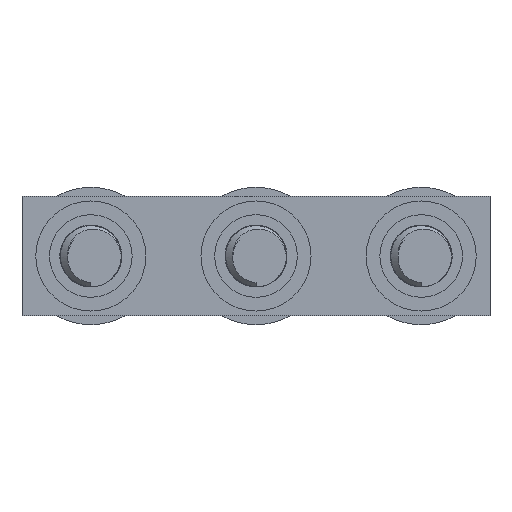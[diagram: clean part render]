
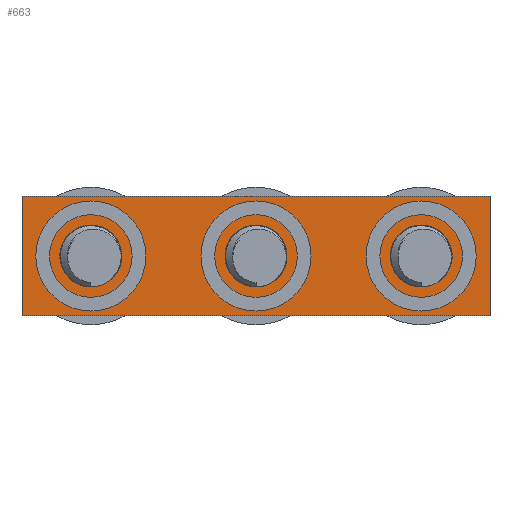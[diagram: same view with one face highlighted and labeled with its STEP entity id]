
A CAD part, front view. The second image highlights one B-rep face of the part: STEP entity #663.
In plain terms, the highlighted planar face has unit normal (0, -1, 0).
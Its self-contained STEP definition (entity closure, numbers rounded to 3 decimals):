
#100 = DIRECTION ( 'NONE',  ( -1., 0., 0. ) ) ;
#181 = CARTESIAN_POINT ( 'NONE',  ( 14.5, -3.75, -2.175 ) ) ;
#424 = VERTEX_POINT ( 'NONE', #6159 ) ;
#462 = DIRECTION ( 'NONE',  ( 0., 0., -1. ) ) ;
#573 = EDGE_CURVE ( 'NONE', #1226, #424, #3842, .T. ) ;
#578 = DIRECTION ( 'NONE',  ( 0., 0., -1. ) ) ;
#663 = ADVANCED_FACE ( 'NONE', ( #2709 ), #4585, .T. ) ;
#849 = ORIENTED_EDGE ( 'NONE', *, *, #6276, .T. ) ;
#1226 = VERTEX_POINT ( 'NONE', #3032 ) ;
#1283 = LINE ( 'NONE', #5472, #5267 ) ;
#1403 = VECTOR ( 'NONE', #462, 1000. ) ;
#1854 = LINE ( 'NONE', #4529, #3242 ) ;
#1935 = DIRECTION ( 'NONE',  ( 0., 0., 1. ) ) ;
#1992 = EDGE_CURVE ( 'NONE', #424, #4211, #2803, .T. ) ;
#2217 = ORIENTED_EDGE ( 'NONE', *, *, #573, .T. ) ;
#2227 = DIRECTION ( 'NONE',  ( 0., -1., 0. ) ) ;
#2378 = DIRECTION ( 'NONE',  ( 1., 0., 0. ) ) ;
#2671 = AXIS2_PLACEMENT_3D ( 'NONE', #5652, #2227, #578 ) ;
#2709 = FACE_OUTER_BOUND ( 'NONE', #5828, .T. ) ;
#2803 = LINE ( 'NONE', #6752, #1403 ) ;
#3032 = CARTESIAN_POINT ( 'NONE',  ( 14.5, -3.75, 2.175 ) ) ;
#3242 = VECTOR ( 'NONE', #1935, 1000. ) ;
#3620 = ORIENTED_EDGE ( 'NONE', *, *, #1992, .T. ) ;
#3780 = ORIENTED_EDGE ( 'NONE', *, *, #3785, .T. ) ;
#3785 = EDGE_CURVE ( 'NONE', #4983, #1226, #1854, .T. ) ;
#3842 = LINE ( 'NONE', #4309, #6468 ) ;
#4211 = VERTEX_POINT ( 'NONE', #6118 ) ;
#4309 = CARTESIAN_POINT ( 'NONE',  ( 14.5, -3.75, 2.175 ) ) ;
#4529 = CARTESIAN_POINT ( 'NONE',  ( 14.5, -3.75, -2.175 ) ) ;
#4585 = PLANE ( 'NONE',  #2671 ) ;
#4983 = VERTEX_POINT ( 'NONE', #181 ) ;
#5267 = VECTOR ( 'NONE', #2378, 1000. ) ;
#5472 = CARTESIAN_POINT ( 'NONE',  ( 14.5, -3.75, -2.175 ) ) ;
#5652 = CARTESIAN_POINT ( 'NONE',  ( 0., -3.75, 0. ) ) ;
#5828 = EDGE_LOOP ( 'NONE', ( #3620, #849, #3780, #2217 ) ) ;
#6118 = CARTESIAN_POINT ( 'NONE',  ( -2.5, -3.75, -2.175 ) ) ;
#6159 = CARTESIAN_POINT ( 'NONE',  ( -2.5, -3.75, 2.175 ) ) ;
#6276 = EDGE_CURVE ( 'NONE', #4211, #4983, #1283, .T. ) ;
#6468 = VECTOR ( 'NONE', #100, 1000. ) ;
#6752 = CARTESIAN_POINT ( 'NONE',  ( -2.5, -3.75, -2.175 ) ) ;
